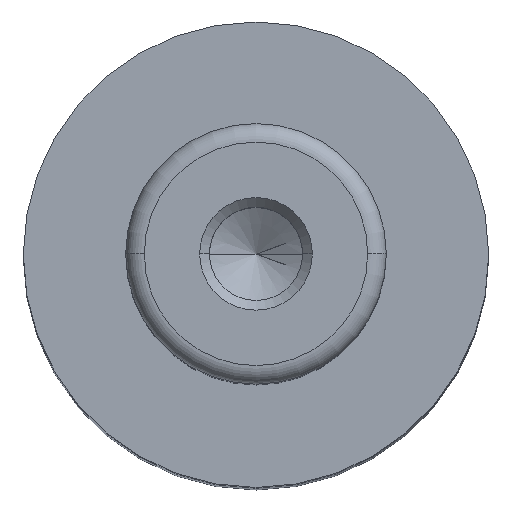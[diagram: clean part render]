
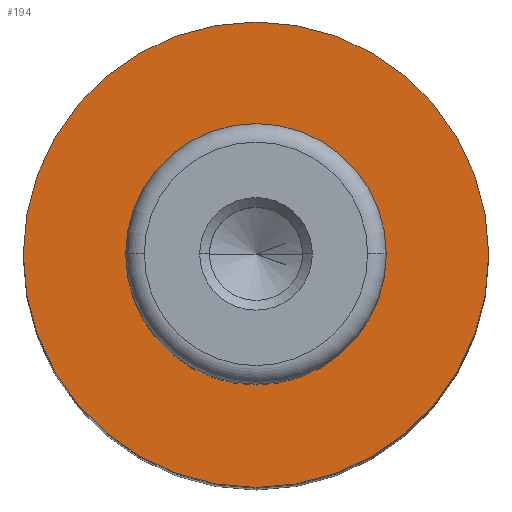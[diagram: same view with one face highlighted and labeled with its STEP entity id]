
A CAD part, top view. The second image highlights one B-rep face of the part: STEP entity #194.
In plain terms, the highlighted planar face has unit normal (0, 0, 1).
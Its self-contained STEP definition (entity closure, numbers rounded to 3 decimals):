
#5 = DIRECTION ( 'NONE',  ( -1., 0., 0. ) ) ;
#6 = DIRECTION ( 'NONE',  ( 0., 0., -1. ) ) ;
#18 = AXIS2_PLACEMENT_3D ( 'NONE', #573, #213, #633 ) ;
#19 = AXIS2_PLACEMENT_3D ( 'NONE', #565, #397, #752 ) ;
#60 = EDGE_CURVE ( 'NONE', #544, #134, #766, .T. ) ;
#70 = EDGE_CURVE ( 'NONE', #134, #544, #146, .T. ) ;
#123 = FACE_OUTER_BOUND ( 'NONE', #171, .T. ) ;
#134 = VERTEX_POINT ( 'NONE', #168 ) ;
#135 = EDGE_CURVE ( 'NONE', #291, #303, #739, .T. ) ;
#146 = CIRCLE ( 'NONE', #223, 12.5 ) ;
#147 = CARTESIAN_POINT ( 'NONE',  ( 7., 0., 78. ) ) ;
#168 = CARTESIAN_POINT ( 'NONE',  ( -12.5, 0., 78. ) ) ;
#171 = EDGE_LOOP ( 'NONE', ( #571, #547 ) ) ;
#194 = ADVANCED_FACE ( 'NONE', ( #598, #123 ), #497, .T. ) ;
#212 = ORIENTED_EDGE ( 'NONE', *, *, #135, .T. ) ;
#213 = DIRECTION ( 'NONE',  ( 0., 0., -1. ) ) ;
#223 = AXIS2_PLACEMENT_3D ( 'NONE', #339, #697, #280 ) ;
#280 = DIRECTION ( 'NONE',  ( -1., 0., 0. ) ) ;
#291 = VERTEX_POINT ( 'NONE', #147 ) ;
#303 = VERTEX_POINT ( 'NONE', #326 ) ;
#313 = ORIENTED_EDGE ( 'NONE', *, *, #678, .T. ) ;
#326 = CARTESIAN_POINT ( 'NONE',  ( -7., 0., 78. ) ) ;
#339 = CARTESIAN_POINT ( 'NONE',  ( 0., 0., 78. ) ) ;
#350 = DIRECTION ( 'NONE',  ( 0., 0., -1. ) ) ;
#352 = CARTESIAN_POINT ( 'NONE',  ( 0., 0., 78. ) ) ;
#397 = DIRECTION ( 'NONE',  ( 0., 0., 1. ) ) ;
#419 = DIRECTION ( 'NONE',  ( -1., 0., 0. ) ) ;
#470 = AXIS2_PLACEMENT_3D ( 'NONE', #708, #350, #5 ) ;
#497 = PLANE ( 'NONE',  #19 ) ;
#532 = CARTESIAN_POINT ( 'NONE',  ( 12.5, 0., 78. ) ) ;
#544 = VERTEX_POINT ( 'NONE', #532 ) ;
#547 = ORIENTED_EDGE ( 'NONE', *, *, #60, .F. ) ;
#565 = CARTESIAN_POINT ( 'NONE',  ( -7., 0., 78. ) ) ;
#571 = ORIENTED_EDGE ( 'NONE', *, *, #70, .F. ) ;
#573 = CARTESIAN_POINT ( 'NONE',  ( 0., 0., 78. ) ) ;
#598 = FACE_BOUND ( 'NONE', #751, .T. ) ;
#602 = AXIS2_PLACEMENT_3D ( 'NONE', #352, #6, #419 ) ;
#633 = DIRECTION ( 'NONE',  ( -1., 0., 0. ) ) ;
#649 = CIRCLE ( 'NONE', #602, 7. ) ;
#678 = EDGE_CURVE ( 'NONE', #303, #291, #649, .T. ) ;
#697 = DIRECTION ( 'NONE',  ( 0., 0., -1. ) ) ;
#708 = CARTESIAN_POINT ( 'NONE',  ( 0., 0., 78. ) ) ;
#739 = CIRCLE ( 'NONE', #470, 7. ) ;
#751 = EDGE_LOOP ( 'NONE', ( #313, #212 ) ) ;
#752 = DIRECTION ( 'NONE',  ( 1., 0., 0. ) ) ;
#766 = CIRCLE ( 'NONE', #18, 12.5 ) ;
